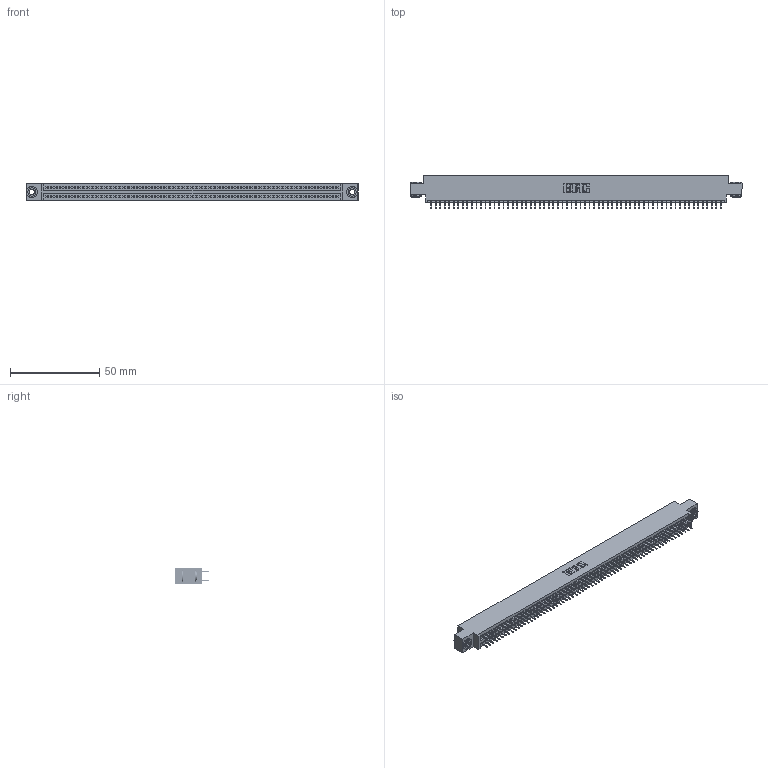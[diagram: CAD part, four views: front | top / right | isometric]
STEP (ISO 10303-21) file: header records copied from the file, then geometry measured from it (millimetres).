
FILE_DESCRIPTION (( 'STEP AP203' ), '1' );
FILE_NAME ('395-130-525-803.STEP', '2020-09-26T02:03:27', ( '' ), ( '' ), 'SwSTEP 2.0', 'SolidWorks 2020', '' );
FILE_SCHEMA (( 'CONFIG_CONTROL_DESIGN' ));
Length unit declared in the file: inch
Products named in the file (4): 345 Part_0.170 Offset - 0.156 Dia-TH; 345-292-001_345-293-125; 395-130-525-803; 345-250-002_345-250-002-102
Assembly tree (133 placements, depth 2):
  395-130-525-803
    345 Part_0.170 Offset - 0.156 Dia-TH
    345-292-001_345-293-125  x130
    345-250-002_345-250-002-102  x2
Bounding box: 186.31 x 18.72 x 9.4 mm (x, y, z)
Volume: 18003.8 mm3; surface area: 26761.6 mm2
Topology: 133 solids, 133 shells, 7188 faces, 20319 edges, 13022 vertices
Faces by surface type: plane 5164, cylinder 2016, cone 8
Entity records: 48760 total; most frequent: CARTESIAN_POINT 8127, ORIENTED_EDGE 8054, DIRECTION 7169, EDGE_CURVE 4027, LINE 3615, VECTOR 3615, VERTEX_POINT 2678, AXIS2_PLACEMENT_3D 1777
